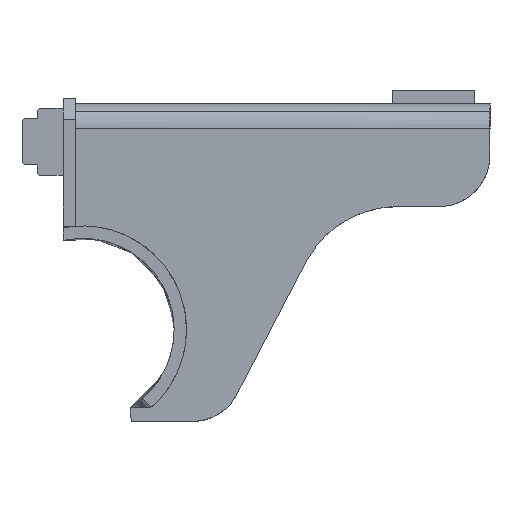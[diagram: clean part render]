
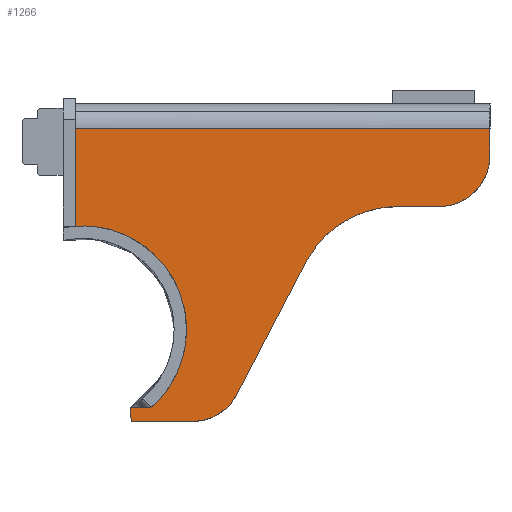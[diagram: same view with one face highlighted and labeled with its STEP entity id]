
A CAD part, left-side view. The second image highlights one B-rep face of the part: STEP entity #1266.
In plain terms, the highlighted free-form (B-spline) face has degree [1, 1] with [2, 2] control points.
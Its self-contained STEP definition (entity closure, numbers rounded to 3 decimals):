
#117 = EDGE_CURVE('',#118,#120,#122,.T.);
#118 = VERTEX_POINT('',#119);
#119 = CARTESIAN_POINT('',(-277.507,-271.429,
    150.064));
#120 = VERTEX_POINT('',#121);
#121 = CARTESIAN_POINT('',(-277.507,-252.095,
    103.387));
#122 = ( BOUNDED_CURVE() B_SPLINE_CURVE(2,(#123,#124,#125),
.UNSPECIFIED.,.F.,.F.) B_SPLINE_CURVE_WITH_KNOTS((3,3),(5.498,
6.283),.PIECEWISE_BEZIER_KNOTS.) CURVE() 
GEOMETRIC_REPRESENTATION_ITEM() RATIONAL_B_SPLINE_CURVE((1.,
0.924,1.)) REPRESENTATION_ITEM('') );
#123 = CARTESIAN_POINT('',(-277.507,-271.429,
    150.064));
#124 = CARTESIAN_POINT('',(-277.507,-271.429,
    122.721));
#125 = CARTESIAN_POINT('',(-277.507,-252.095,
    103.387));
#198 = VERTEX_POINT('',#199);
#199 = CARTESIAN_POINT('',(-277.507,-271.429,
    184.391));
#215 = VERTEX_POINT('',#216);
#216 = CARTESIAN_POINT('',(-277.507,260.626,
    184.391));
#222 = EDGE_CURVE('',#215,#198,#223,.T.);
#223 = B_SPLINE_CURVE_WITH_KNOTS('',1,(#224,#225),.UNSPECIFIED.,.F.,.F.,
  (2,2),(-302.25,100.75),.PIECEWISE_BEZIER_KNOTS.);
#224 = CARTESIAN_POINT('',(-277.507,260.626,
    184.391));
#225 = CARTESIAN_POINT('',(-277.507,-271.429,
    184.391));
#737 = EDGE_CURVE('',#118,#198,#738,.T.);
#738 = B_SPLINE_CURVE_WITH_KNOTS('',1,(#739,#740),.UNSPECIFIED.,.F.,.F.,
  (2,2),(50.,76.),.PIECEWISE_BEZIER_KNOTS.);
#739 = CARTESIAN_POINT('',(-277.507,-271.429,
    150.064));
#740 = CARTESIAN_POINT('',(-277.507,-271.429,
    184.391));
#873 = EDGE_CURVE('',#120,#874,#876,.T.);
#874 = VERTEX_POINT('',#875);
#875 = CARTESIAN_POINT('',(-277.507,-205.417,
    84.053));
#876 = ( BOUNDED_CURVE() B_SPLINE_CURVE(2,(#877,#878,#879),
.UNSPECIFIED.,.F.,.F.) B_SPLINE_CURVE_WITH_KNOTS((3,3),(0.,
0.785),.PIECEWISE_BEZIER_KNOTS.) CURVE() 
GEOMETRIC_REPRESENTATION_ITEM() RATIONAL_B_SPLINE_CURVE((1.,
0.924,1.)) REPRESENTATION_ITEM('') );
#877 = CARTESIAN_POINT('',(-277.507,-252.095,
    103.387));
#878 = CARTESIAN_POINT('',(-277.507,-232.76,
    84.053));
#879 = CARTESIAN_POINT('',(-277.507,-205.417,
    84.053));
#898 = VERTEX_POINT('',#899);
#899 = CARTESIAN_POINT('',(-277.507,163.762,
    -174.261));
#906 = VERTEX_POINT('',#907);
#907 = CARTESIAN_POINT('',(-277.507,260.626,
    58.968));
#912 = EDGE_CURVE('',#906,#898,#913,.T.);
#913 = ( BOUNDED_CURVE() B_SPLINE_CURVE(2,(#914,#915,#916),
.UNSPECIFIED.,.F.,.F.) B_SPLINE_CURVE_WITH_KNOTS((3,3),(0.648,
3.142),.PIECEWISE_BEZIER_KNOTS.) CURVE() 
GEOMETRIC_REPRESENTATION_ITEM() RATIONAL_B_SPLINE_CURVE((1.,
0.319,1.)) REPRESENTATION_ITEM('') );
#914 = CARTESIAN_POINT('',(-277.507,260.626,
    58.968));
#915 = CARTESIAN_POINT('',(-277.507,-134.802,
    86.467));
#916 = CARTESIAN_POINT('',(-277.507,163.762,
    -174.261));
#928 = EDGE_CURVE('',#898,#929,#931,.T.);
#929 = VERTEX_POINT('',#930);
#930 = CARTESIAN_POINT('',(-277.507,190.493,
    -174.261));
#931 = B_SPLINE_CURVE_WITH_KNOTS('',1,(#932,#933),.UNSPECIFIED.,.F.,.F.,
  (2,2),(0.,20.247),.PIECEWISE_BEZIER_KNOTS.);
#932 = CARTESIAN_POINT('',(-277.507,163.762,
    -174.261));
#933 = CARTESIAN_POINT('',(-277.507,190.493,
    -174.261));
#950 = EDGE_CURVE('',#929,#951,#953,.T.);
#951 = VERTEX_POINT('',#952);
#952 = CARTESIAN_POINT('',(-277.507,188.871,
    -191.556));
#953 = B_SPLINE_CURVE_WITH_KNOTS('',1,(#954,#955),.UNSPECIFIED.,.F.,.F.,
  (2,2),(0.,13.157),.PIECEWISE_BEZIER_KNOTS.);
#954 = CARTESIAN_POINT('',(-277.507,190.493,
    -174.261));
#955 = CARTESIAN_POINT('',(-277.507,188.871,
    -191.556));
#972 = EDGE_CURVE('',#951,#973,#975,.T.);
#973 = VERTEX_POINT('',#974);
#974 = CARTESIAN_POINT('',(-277.507,104.939,
    -191.556));
#975 = B_SPLINE_CURVE_WITH_KNOTS('',1,(#976,#977),.UNSPECIFIED.,.F.,.F.,
  (2,2),(0.,63.574),.PIECEWISE_BEZIER_KNOTS.);
#976 = CARTESIAN_POINT('',(-277.507,188.871,
    -191.556));
#977 = CARTESIAN_POINT('',(-277.507,104.939,
    -191.556));
#994 = EDGE_CURVE('',#973,#995,#997,.T.);
#995 = VERTEX_POINT('',#996);
#996 = CARTESIAN_POINT('',(-277.507,52.92,
    -156.41));
#997 = ( BOUNDED_CURVE() B_SPLINE_CURVE(2,(#998,#999,#1000),
.UNSPECIFIED.,.F.,.F.) B_SPLINE_CURVE_WITH_KNOTS((3,3),(0.197,
1.188),.PIECEWISE_BEZIER_KNOTS.) CURVE() 
GEOMETRIC_REPRESENTATION_ITEM() RATIONAL_B_SPLINE_CURVE((1.,
0.88,1.)) REPRESENTATION_ITEM('') );
#998 = CARTESIAN_POINT('',(-277.507,104.939,
    -191.556));
#999 = CARTESIAN_POINT('',(-277.507,69.43,
    -188.042));
#1000 = CARTESIAN_POINT('',(-277.507,52.92,
    -156.41));
#1019 = EDGE_CURVE('',#995,#1020,#1022,.T.);
#1020 = VERTEX_POINT('',#1021);
#1021 = CARTESIAN_POINT('',(-277.507,-35.569,
    13.119));
#1022 = B_SPLINE_CURVE_WITH_KNOTS('',1,(#1023,#1024),.UNSPECIFIED.,.F.,
  .F.,(2,2),(0.,144.848),.PIECEWISE_BEZIER_KNOTS.);
#1023 = CARTESIAN_POINT('',(-277.507,52.92,
    -156.41));
#1024 = CARTESIAN_POINT('',(-277.507,-35.569,
    13.119));
#1042 = VERTEX_POINT('',#1043);
#1043 = CARTESIAN_POINT('',(-277.507,-152.608,
    84.053));
#1050 = EDGE_CURVE('',#1020,#1042,#1051,.T.);
#1051 = ( BOUNDED_CURVE() B_SPLINE_CURVE(2,(#1052,#1053,#1054),
.UNSPECIFIED.,.F.,.F.) B_SPLINE_CURVE_WITH_KNOTS((3,3),(2.052,
3.142),.PIECEWISE_BEZIER_KNOTS.) CURVE() 
GEOMETRIC_REPRESENTATION_ITEM() RATIONAL_B_SPLINE_CURVE((1.,
0.855,1.)) REPRESENTATION_ITEM('') );
#1052 = CARTESIAN_POINT('',(-277.507,-35.569,
    13.119));
#1053 = CARTESIAN_POINT('',(-277.507,-72.593,
    84.053));
#1054 = CARTESIAN_POINT('',(-277.507,-152.608,
    84.053));
#1067 = EDGE_CURVE('',#1042,#874,#1068,.T.);
#1068 = B_SPLINE_CURVE_WITH_KNOTS('',1,(#1069,#1070),.UNSPECIFIED.,.F.,
  .F.,(2,2),(0.,40.),.PIECEWISE_BEZIER_KNOTS.);
#1069 = CARTESIAN_POINT('',(-277.507,-152.608,
    84.053));
#1070 = CARTESIAN_POINT('',(-277.507,-205.417,
    84.053));
#1266 = ADVANCED_FACE('',(#1267),#1286,.T.);
#1267 = FACE_BOUND('',#1268,.T.);
#1268 = EDGE_LOOP('',(#1269,#1270,#1275,#1276,#1277,#1278,#1279,#1280,
    #1281,#1282,#1283,#1284,#1285));
#1269 = ORIENTED_EDGE('',*,*,#222,.F.);
#1270 = ORIENTED_EDGE('',*,*,#1271,.T.);
#1271 = EDGE_CURVE('',#215,#906,#1272,.T.);
#1272 = B_SPLINE_CURVE_WITH_KNOTS('',1,(#1273,#1274),.UNSPECIFIED.,.F.,
  .F.,(2,2),(-95.343,-0.343),.PIECEWISE_BEZIER_KNOTS.);
#1273 = CARTESIAN_POINT('',(-277.507,260.626,
    184.391));
#1274 = CARTESIAN_POINT('',(-277.507,260.626,
    58.968));
#1275 = ORIENTED_EDGE('',*,*,#912,.T.);
#1276 = ORIENTED_EDGE('',*,*,#928,.T.);
#1277 = ORIENTED_EDGE('',*,*,#950,.T.);
#1278 = ORIENTED_EDGE('',*,*,#972,.T.);
#1279 = ORIENTED_EDGE('',*,*,#994,.T.);
#1280 = ORIENTED_EDGE('',*,*,#1019,.T.);
#1281 = ORIENTED_EDGE('',*,*,#1050,.T.);
#1282 = ORIENTED_EDGE('',*,*,#1067,.T.);
#1283 = ORIENTED_EDGE('',*,*,#873,.F.);
#1284 = ORIENTED_EDGE('',*,*,#117,.F.);
#1285 = ORIENTED_EDGE('',*,*,#737,.T.);
#1286 = B_SPLINE_SURFACE_WITH_KNOTS('',1,1,(
    (#1287,#1288)
    ,(#1289,#1290
    )),.UNSPECIFIED.,.F.,.F.,.F.,(2,2),(2,2),(-302.757,-18.),(-201.5,
    201.5),.PIECEWISE_BEZIER_KNOTS.);
#1287 = CARTESIAN_POINT('',(-277.507,-271.429,
    -191.556));
#1288 = CARTESIAN_POINT('',(-277.507,260.626,
    -191.556));
#1289 = CARTESIAN_POINT('',(-277.507,-271.429,
    184.391));
#1290 = CARTESIAN_POINT('',(-277.507,260.626,
    184.391));
